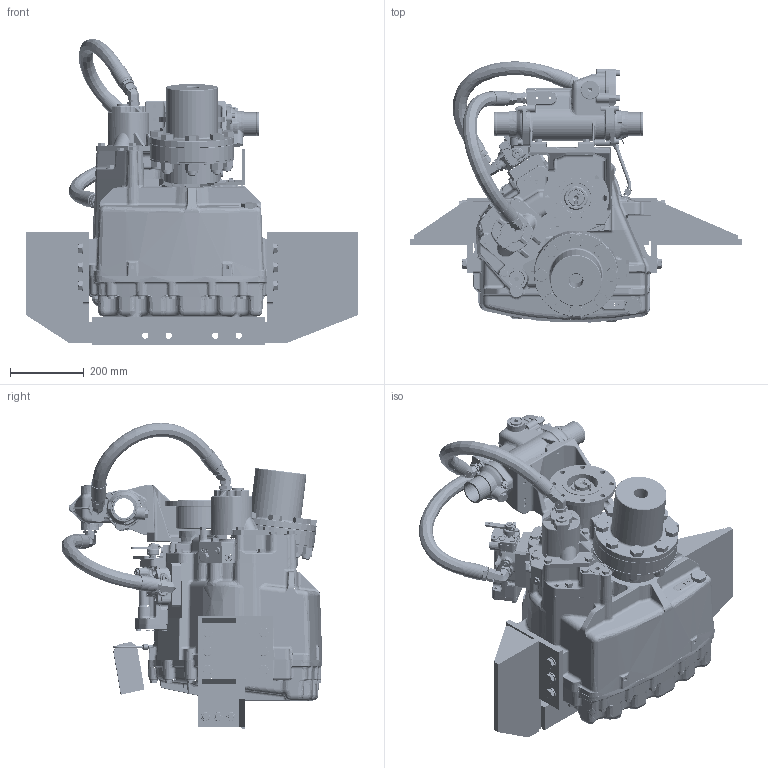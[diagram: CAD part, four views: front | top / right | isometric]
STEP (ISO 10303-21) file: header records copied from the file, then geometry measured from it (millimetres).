
FILE_DESCRIPTION (( 'STEP AP214' ), '1' );
FILE_NAME ('PX13366.STEP', '2016-04-08T14:22:49', ( '' ), ( '' ), 'SwSTEP 2.0', 'SolidWorks 2010', '' );
FILE_SCHEMA (( 'AUTOMOTIVE_DESIGN' ));
Length unit declared in the file: millimetre
Products named in the file (1): PX13366
Bounding box: 901.7 x 708.75 x 833.39 mm (x, y, z)
Surface area: 3321249.3 mm2 (no closed solid volume)
Topology: 0 solids, 587 shells, 5081 faces, 19637 edges, 14532 vertices
Faces by surface type: plane 1587, cylinder 1341, bspline 978, cone 520, torus 518, sphere 137
Entity records: 347579 total; most frequent: CARTESIAN_POINT 141819, DIRECTION 28842, ORIENTED_EDGE 28535, EDGE_CURVE 19477, VERTEX_POINT 14519, AXIS2_PLACEMENT_3D 10971, LINE 6900, VECTOR 6900
